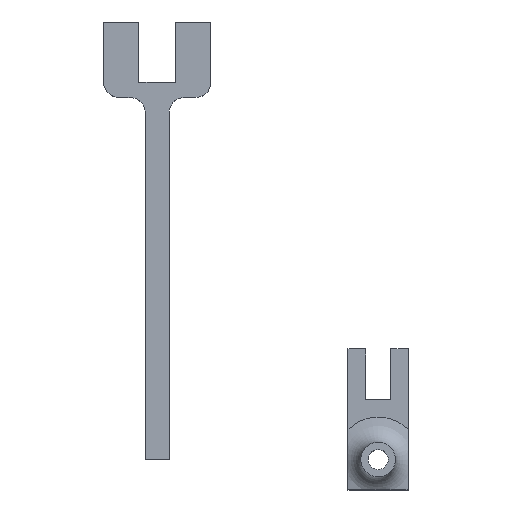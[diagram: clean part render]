
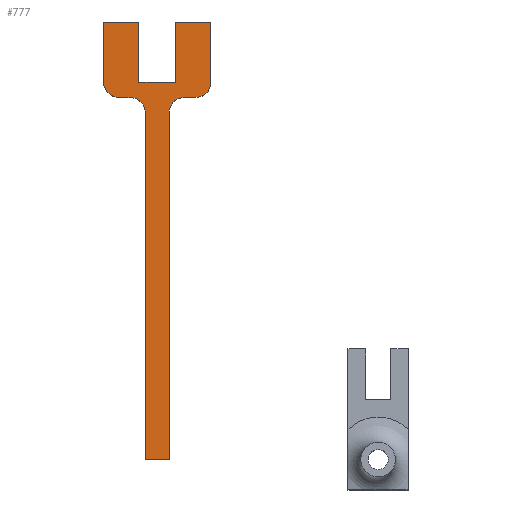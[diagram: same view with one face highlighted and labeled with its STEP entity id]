
A CAD part, top view. The second image highlights one B-rep face of the part: STEP entity #777.
In plain terms, the highlighted planar face has unit normal (0, 0, 1).
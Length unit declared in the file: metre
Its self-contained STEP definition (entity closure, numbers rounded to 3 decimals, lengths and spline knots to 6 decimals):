
#53=CIRCLE('',#869,0.003);
#54=CIRCLE('',#870,0.003);
#55=CIRCLE('',#871,0.003);
#56=CIRCLE('',#872,0.003);
#207=ORIENTED_EDGE('',*,*,#330,.F.);
#208=ORIENTED_EDGE('',*,*,#356,.T.);
#209=ORIENTED_EDGE('',*,*,#332,.F.);
#210=ORIENTED_EDGE('',*,*,#339,.F.);
#211=ORIENTED_EDGE('',*,*,#342,.F.);
#212=ORIENTED_EDGE('',*,*,#345,.F.);
#213=ORIENTED_EDGE('',*,*,#348,.F.);
#214=ORIENTED_EDGE('',*,*,#352,.F.);
#215=ORIENTED_EDGE('',*,*,#355,.F.);
#216=ORIENTED_EDGE('',*,*,#357,.T.);
#217=ORIENTED_EDGE('',*,*,#310,.F.);
#218=ORIENTED_EDGE('',*,*,#358,.T.);
#219=ORIENTED_EDGE('',*,*,#316,.F.);
#220=ORIENTED_EDGE('',*,*,#322,.F.);
#221=ORIENTED_EDGE('',*,*,#327,.T.);
#222=ORIENTED_EDGE('',*,*,#359,.T.);
#310=EDGE_CURVE('',#400,#401,#467,.T.);
#316=EDGE_CURVE('',#406,#407,#471,.T.);
#322=EDGE_CURVE('',#411,#406,#477,.T.);
#327=EDGE_CURVE('',#411,#415,#480,.T.);
#330=EDGE_CURVE('',#418,#419,#483,.T.);
#332=EDGE_CURVE('',#420,#421,#485,.T.);
#339=EDGE_CURVE('',#426,#420,#491,.T.);
#342=EDGE_CURVE('',#428,#426,#494,.T.);
#345=EDGE_CURVE('',#430,#428,#497,.T.);
#348=EDGE_CURVE('',#432,#430,#500,.T.);
#352=EDGE_CURVE('',#435,#432,#503,.T.);
#355=EDGE_CURVE('',#437,#435,#506,.T.);
#356=EDGE_CURVE('',#418,#421,#53,.T.);
#357=EDGE_CURVE('',#437,#401,#54,.T.);
#358=EDGE_CURVE('',#400,#407,#55,.F.);
#359=EDGE_CURVE('',#415,#419,#56,.F.);
#400=VERTEX_POINT('',#1229);
#401=VERTEX_POINT('',#1230);
#406=VERTEX_POINT('',#1242);
#407=VERTEX_POINT('',#1243);
#411=VERTEX_POINT('',#1253);
#415=VERTEX_POINT('',#1263);
#418=VERTEX_POINT('',#1270);
#419=VERTEX_POINT('',#1272);
#420=VERTEX_POINT('',#1276);
#421=VERTEX_POINT('',#1277);
#426=VERTEX_POINT('',#1289);
#428=VERTEX_POINT('',#1295);
#430=VERTEX_POINT('',#1301);
#432=VERTEX_POINT('',#1307);
#435=VERTEX_POINT('',#1315);
#437=VERTEX_POINT('',#1321);
#467=LINE('',#1228,#534);
#471=LINE('',#1241,#538);
#477=LINE('',#1254,#544);
#480=LINE('',#1264,#547);
#483=LINE('',#1271,#550);
#485=LINE('',#1275,#552);
#491=LINE('',#1290,#558);
#494=LINE('',#1296,#561);
#497=LINE('',#1302,#564);
#500=LINE('',#1308,#567);
#503=LINE('',#1316,#570);
#506=LINE('',#1322,#573);
#534=VECTOR('',#993,1.);
#538=VECTOR('',#1003,1.);
#544=VECTOR('',#1011,1.);
#547=VECTOR('',#1020,1.);
#550=VECTOR('',#1025,1.);
#552=VECTOR('',#1029,1.);
#558=VECTOR('',#1039,1.);
#561=VECTOR('',#1044,1.);
#564=VECTOR('',#1049,1.);
#567=VECTOR('',#1054,1.);
#570=VECTOR('',#1061,1.);
#573=VECTOR('',#1066,1.);
#629=EDGE_LOOP('',(#207,#208,#209,#210,#211,#212,#213,#214,#215,#216,#217,
#218,#219,#220,#221,#222));
#700=FACE_BOUND('',#629,.T.);
#741=PLANE('',#868);
#777=ADVANCED_FACE('',(#700),#741,.T.);
#868=AXIS2_PLACEMENT_3D('',#1323,#1067,#1068);
#869=AXIS2_PLACEMENT_3D('',#1324,#1069,#1070);
#870=AXIS2_PLACEMENT_3D('',#1325,#1071,#1072);
#871=AXIS2_PLACEMENT_3D('',#1326,#1073,#1074);
#872=AXIS2_PLACEMENT_3D('',#1327,#1075,#1076);
#993=DIRECTION('',(-1.,0.,0.));
#1003=DIRECTION('',(0.,1.,0.));
#1011=DIRECTION('',(-1.,0.,0.));
#1020=DIRECTION('',(0.,1.,0.));
#1025=DIRECTION('',(-1.,0.,0.));
#1029=DIRECTION('',(0.,-1.,0.));
#1039=DIRECTION('',(1.,0.,0.));
#1044=DIRECTION('',(0.,1.,0.));
#1049=DIRECTION('',(1.,0.,0.));
#1054=DIRECTION('',(0.,-1.,0.));
#1061=DIRECTION('',(1.,0.,0.));
#1066=DIRECTION('',(0.,1.,0.));
#1067=DIRECTION('',(0.,0.,1.));
#1068=DIRECTION('',(1.,0.,0.));
#1069=DIRECTION('',(0.,0.,1.));
#1070=DIRECTION('',(1.,0.,0.));
#1071=DIRECTION('',(0.,0.,1.));
#1072=DIRECTION('',(1.,0.,0.));
#1073=DIRECTION('',(0.,0.,1.));
#1074=DIRECTION('',(1.,0.,0.));
#1075=DIRECTION('',(0.,0.,1.));
#1076=DIRECTION('',(1.,0.,0.));
#1228=CARTESIAN_POINT('',(-0.044449,0.072,0.007));
#1229=CARTESIAN_POINT('',(-0.043324,0.072,0.007));
#1230=CARTESIAN_POINT('',(-0.045574,0.072,0.007));
#1241=CARTESIAN_POINT('',(-0.040324,0.036,0.007));
#1242=CARTESIAN_POINT('',(-0.040324,0.,0.007));
#1243=CARTESIAN_POINT('',(-0.040324,0.069,0.007));
#1253=CARTESIAN_POINT('',(-0.035524,0.,0.007));
#1254=CARTESIAN_POINT('',(-0.037924,0.,0.007));
#1263=CARTESIAN_POINT('',(-0.035524,0.069,0.007));
#1264=CARTESIAN_POINT('',(-0.035524,0.036,0.007));
#1270=CARTESIAN_POINT('',(-0.030274,0.072,0.007));
#1271=CARTESIAN_POINT('',(-0.031399,0.072,0.007));
#1272=CARTESIAN_POINT('',(-0.032524,0.072,0.007));
#1275=CARTESIAN_POINT('',(-0.027274,0.0795,0.007));
#1276=CARTESIAN_POINT('',(-0.027274,0.087,0.007));
#1277=CARTESIAN_POINT('',(-0.027274,0.075,0.007));
#1289=CARTESIAN_POINT('',(-0.034274,0.087,0.007));
#1290=CARTESIAN_POINT('',(-0.030774,0.087,0.007));
#1295=CARTESIAN_POINT('',(-0.034274,0.075,0.007));
#1296=CARTESIAN_POINT('',(-0.034274,0.081,0.007));
#1301=CARTESIAN_POINT('',(-0.041574,0.075,0.007));
#1302=CARTESIAN_POINT('',(-0.037924,0.075,0.007));
#1307=CARTESIAN_POINT('',(-0.041574,0.087,0.007));
#1308=CARTESIAN_POINT('',(-0.041574,0.081,0.007));
#1315=CARTESIAN_POINT('',(-0.048574,0.087,0.007));
#1316=CARTESIAN_POINT('',(-0.045074,0.087,0.007));
#1321=CARTESIAN_POINT('',(-0.048574,0.075,0.007));
#1322=CARTESIAN_POINT('',(-0.048574,0.0795,0.007));
#1323=CARTESIAN_POINT('',(-0.037924,0.0435,0.007));
#1324=CARTESIAN_POINT('',(-0.030274,0.075,0.007));
#1325=CARTESIAN_POINT('',(-0.045574,0.075,0.007));
#1326=CARTESIAN_POINT('',(-0.043324,0.069,0.007));
#1327=CARTESIAN_POINT('',(-0.032524,0.069,0.007));
